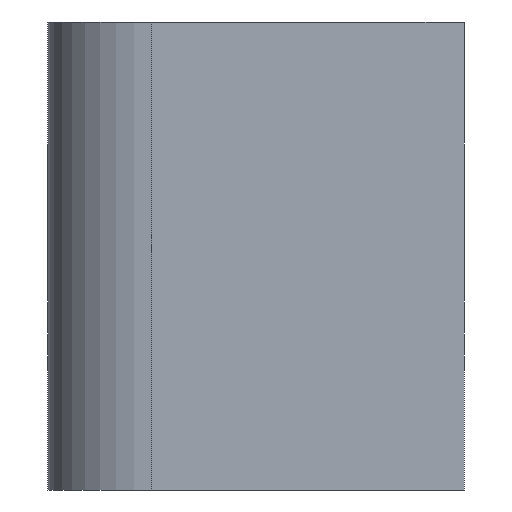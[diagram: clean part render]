
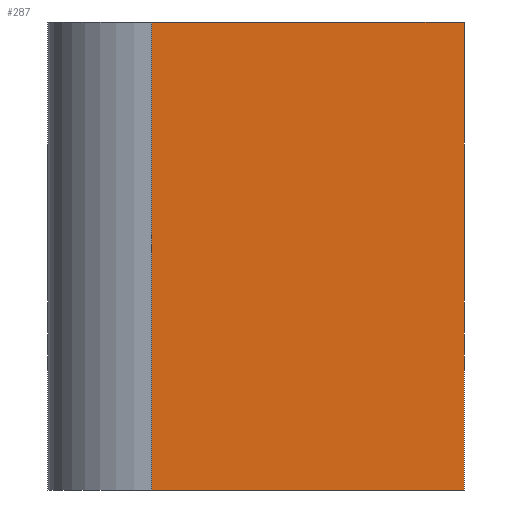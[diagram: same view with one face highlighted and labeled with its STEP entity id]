
A CAD part, left-side view. The second image highlights one B-rep face of the part: STEP entity #287.
In plain terms, the highlighted planar face has unit normal (-1, 0, 0).
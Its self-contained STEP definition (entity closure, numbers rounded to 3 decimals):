
#83 = VERTEX_POINT('',#84);
#84 = CARTESIAN_POINT('',(-14.,1.5,21.5));
#90 = EDGE_CURVE('',#91,#83,#93,.T.);
#91 = VERTEX_POINT('',#92);
#92 = CARTESIAN_POINT('',(-14.,7.5,21.5));
#93 = LINE('',#94,#95);
#94 = CARTESIAN_POINT('',(-14.,7.5,21.5));
#95 = VECTOR('',#96,1.);
#96 = DIRECTION('',(0.,-1.,0.));
#208 = VERTEX_POINT('',#209);
#209 = CARTESIAN_POINT('',(-14.,7.5,12.5));
#216 = EDGE_CURVE('',#217,#208,#219,.T.);
#217 = VERTEX_POINT('',#218);
#218 = CARTESIAN_POINT('',(-14.,1.5,12.5));
#219 = LINE('',#220,#221);
#220 = CARTESIAN_POINT('',(-14.,3.75,12.5));
#221 = VECTOR('',#222,1.);
#222 = DIRECTION('',(0.,1.,0.));
#266 = EDGE_CURVE('',#83,#217,#267,.T.);
#267 = LINE('',#268,#269);
#268 = CARTESIAN_POINT('',(-14.,1.5,21.5));
#269 = VECTOR('',#270,1.);
#270 = DIRECTION('',(-0.,-0.,-1.));
#287 = ADVANCED_FACE('',(#288),#299,.T.);
#288 = FACE_BOUND('',#289,.T.);
#289 = EDGE_LOOP('',(#290,#291,#297,#298));
#290 = ORIENTED_EDGE('',*,*,#90,.F.);
#291 = ORIENTED_EDGE('',*,*,#292,.T.);
#292 = EDGE_CURVE('',#91,#208,#293,.T.);
#293 = LINE('',#294,#295);
#294 = CARTESIAN_POINT('',(-14.,7.5,21.5));
#295 = VECTOR('',#296,1.);
#296 = DIRECTION('',(-0.,-0.,-1.));
#297 = ORIENTED_EDGE('',*,*,#216,.F.);
#298 = ORIENTED_EDGE('',*,*,#266,.F.);
#299 = PLANE('',#300);
#300 = AXIS2_PLACEMENT_3D('',#301,#302,#303);
#301 = CARTESIAN_POINT('',(-14.,7.5,21.5));
#302 = DIRECTION('',(-1.,0.,0.));
#303 = DIRECTION('',(0.,-1.,0.));
